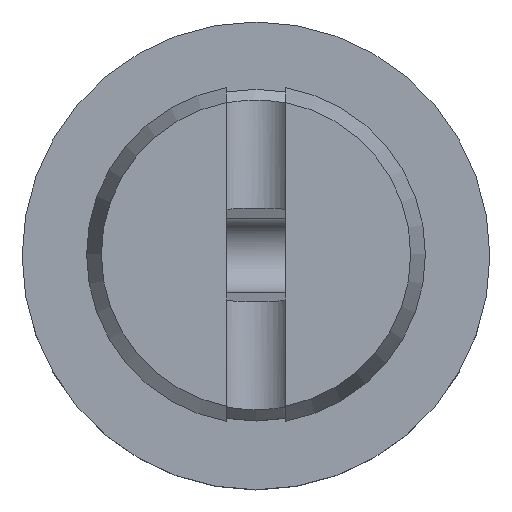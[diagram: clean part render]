
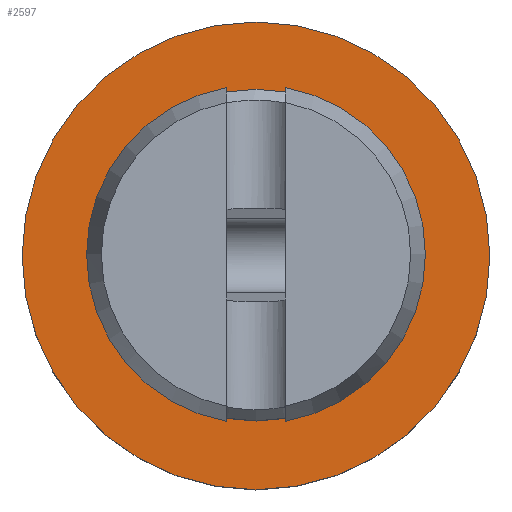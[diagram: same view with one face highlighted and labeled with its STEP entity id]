
A CAD part, top view. The second image highlights one B-rep face of the part: STEP entity #2597.
In plain terms, the highlighted planar face has unit normal (0, 0, 1).
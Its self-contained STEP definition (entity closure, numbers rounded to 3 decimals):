
#1251=CARTESIAN_POINT('',(2.1,0.,-5.461));
#1252=VERTEX_POINT('',#1251);
#1253=CARTESIAN_POINT('',(0.0,0.0,-5.461));
#1254=DIRECTION('',(0.0,0.0,-1.0));
#1255=DIRECTION('',(-1.0,0.0,0.0));
#1256=AXIS2_PLACEMENT_3D('',#1253,#1254,#1255);
#1257=CIRCLE('',#1256,2.1);
#1258=EDGE_CURVE('',#1252,#1252,#1257,.T.);
#2574=CARTESIAN_POINT('',(3.175,0.,-5.461));
#2575=VERTEX_POINT('',#2574);
#2576=CARTESIAN_POINT('',(0.0,0.0,-5.461));
#2577=DIRECTION('',(0.0,0.0,-1.0));
#2578=DIRECTION('',(-1.0,0.0,0.0));
#2579=AXIS2_PLACEMENT_3D('',#2576,#2577,#2578);
#2580=CIRCLE('',#2579,3.175);
#2581=EDGE_CURVE('',#2575,#2575,#2580,.T.);
#2586=CARTESIAN_POINT('',(0.0,0.0,-5.461));
#2587=DIRECTION('',(0.0,0.0,-1.0));
#2588=DIRECTION('',(-1.0,0.0,0.0));
#2589=AXIS2_PLACEMENT_3D('',#2586,#2587,#2588);
#2590=PLANE('',#2589);
#2591=ORIENTED_EDGE('',*,*,#2581,.F.);
#2592=EDGE_LOOP('',(#2591));
#2593=FACE_OUTER_BOUND('',#2592,.T.);
#2594=ORIENTED_EDGE('',*,*,#1258,.T.);
#2595=EDGE_LOOP('',(#2594));
#2596=FACE_BOUND('',#2595,.T.);
#2597=ADVANCED_FACE('',(#2593,#2596),#2590,.F.);
